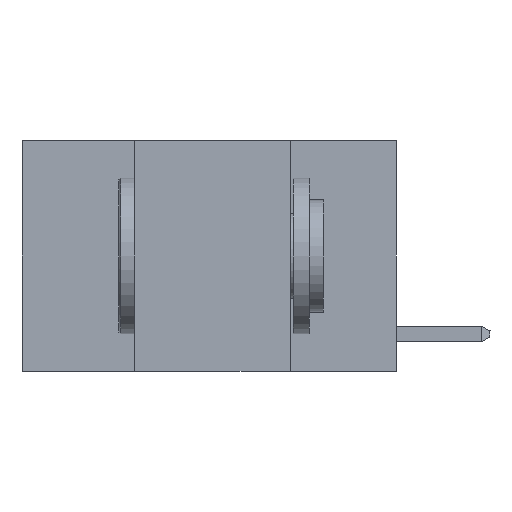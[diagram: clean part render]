
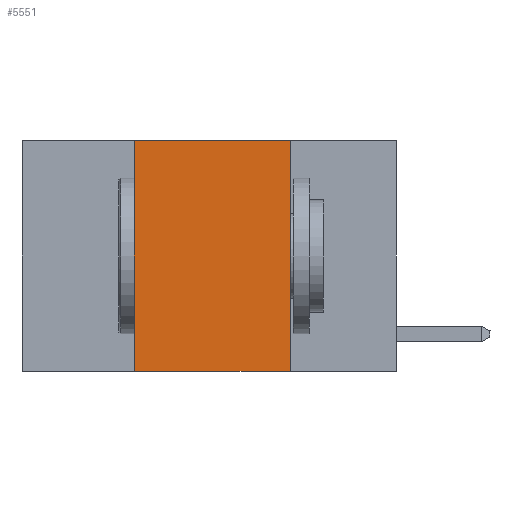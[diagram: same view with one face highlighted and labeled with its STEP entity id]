
A CAD part, left-side view. The second image highlights one B-rep face of the part: STEP entity #5551.
In plain terms, the highlighted planar face has unit normal (-1, 0, 0).
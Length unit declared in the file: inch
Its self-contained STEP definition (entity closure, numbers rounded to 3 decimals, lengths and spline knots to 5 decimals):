
#433 = CARTESIAN_POINT ( 'NONE',  ( 0., 0.42, 0. ) ) ;
#921 = VERTEX_POINT ( 'NONE', #433 ) ;
#1444 = EDGE_LOOP ( 'NONE', ( #2774, #2963, #5155, #5165 ) ) ;
#1831 = FACE_OUTER_BOUND ( 'NONE', #1444, .T. ) ;
#1860 = VECTOR ( 'NONE', #7633, 39.37008 ) ;
#2338 = LINE ( 'NONE', #7830, #1860 ) ;
#2572 = CARTESIAN_POINT ( 'NONE',  ( 0., 0.17, 0. ) ) ;
#2774 = ORIENTED_EDGE ( 'NONE', *, *, #3604, .F. ) ;
#2870 = EDGE_CURVE ( 'NONE', #921, #7739, #2338, .T. ) ;
#2883 = DIRECTION ( 'NONE',  ( 0., -1., 0. ) ) ;
#2963 = ORIENTED_EDGE ( 'NONE', *, *, #2870, .F. ) ;
#3488 = DIRECTION ( 'NONE',  ( 0., 0., 1. ) ) ;
#3564 = CARTESIAN_POINT ( 'NONE',  ( 0., 0.42, 0. ) ) ;
#3604 = EDGE_CURVE ( 'NONE', #7739, #8581, #7761, .T. ) ;
#3616 = EDGE_CURVE ( 'NONE', #6369, #921, #7926, .T. ) ;
#3620 = EDGE_CURVE ( 'NONE', #6369, #8581, #7752, .T. ) ;
#4166 = DIRECTION ( 'NONE',  ( 0., 0., -1. ) ) ;
#4215 = CARTESIAN_POINT ( 'NONE',  ( 0., 0.17, 0. ) ) ;
#4299 = CARTESIAN_POINT ( 'NONE',  ( 0., 0.42, -0.37 ) ) ;
#4551 = CARTESIAN_POINT ( 'NONE',  ( 0., 0.6, -0.37 ) ) ;
#4819 = AXIS2_PLACEMENT_3D ( 'NONE', #7406, #7344, #7326 ) ;
#5155 = ORIENTED_EDGE ( 'NONE', *, *, #3616, .F. ) ;
#5165 = ORIENTED_EDGE ( 'NONE', *, *, #3620, .T. ) ;
#5551 = ADVANCED_FACE ( 'NONE', ( #1831 ), #7445, .F. ) ;
#6369 = VERTEX_POINT ( 'NONE', #4299 ) ;
#7072 = CARTESIAN_POINT ( 'NONE',  ( 0., 0.17, -0.37 ) ) ;
#7326 = DIRECTION ( 'NONE',  ( 0., 0., -1. ) ) ;
#7344 = DIRECTION ( 'NONE',  ( 1., 0., 0. ) ) ;
#7406 = CARTESIAN_POINT ( 'NONE',  ( 0., 0.6, 0. ) ) ;
#7445 = PLANE ( 'NONE',  #4819 ) ;
#7633 = DIRECTION ( 'NONE',  ( 0., -1., 0. ) ) ;
#7645 = VECTOR ( 'NONE', #2883, 39.37008 ) ;
#7669 = VECTOR ( 'NONE', #3488, 39.37008 ) ;
#7739 = VERTEX_POINT ( 'NONE', #2572 ) ;
#7752 = LINE ( 'NONE', #4551, #7645 ) ;
#7761 = LINE ( 'NONE', #4215, #7777 ) ;
#7777 = VECTOR ( 'NONE', #4166, 39.37008 ) ;
#7830 = CARTESIAN_POINT ( 'NONE',  ( 0., 0.6, 0. ) ) ;
#7926 = LINE ( 'NONE', #3564, #7669 ) ;
#8581 = VERTEX_POINT ( 'NONE', #7072 ) ;
